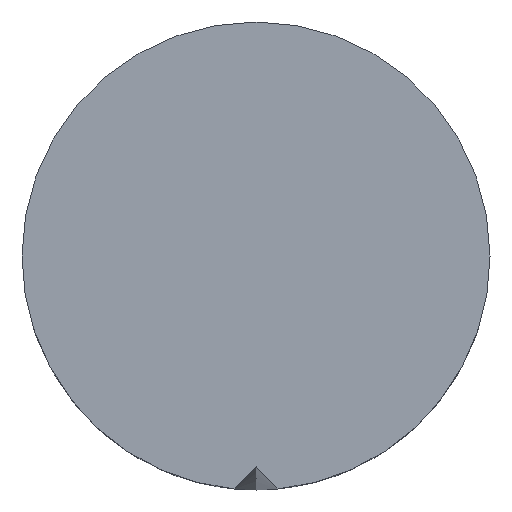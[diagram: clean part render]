
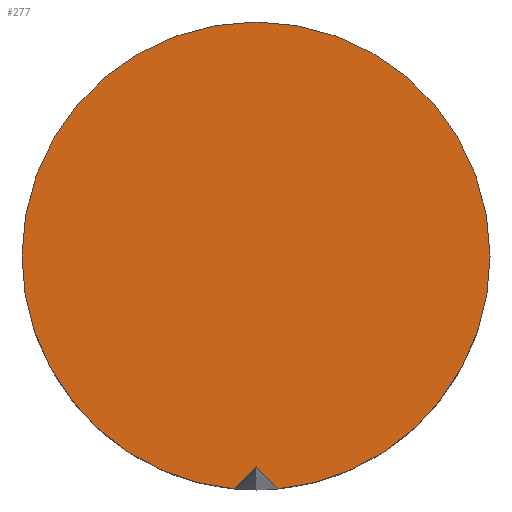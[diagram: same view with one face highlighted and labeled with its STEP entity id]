
A CAD part, left-side view. The second image highlights one B-rep face of the part: STEP entity #277.
In plain terms, the highlighted planar face has unit normal (-1, 0, 0).
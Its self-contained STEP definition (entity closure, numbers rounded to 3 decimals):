
#11 = CIRCLE ( 'NONE', #42, 15. ) ;
#21 = CARTESIAN_POINT ( 'NONE',  ( 0., -0.468, -13.986 ) ) ;
#26 = CIRCLE ( 'NONE', #220, 15. ) ;
#27 = CARTESIAN_POINT ( 'NONE',  ( 0., -1.231, -14.78 ) ) ;
#34 = DIRECTION ( 'NONE',  ( -1., 0., 0. ) ) ;
#42 = AXIS2_PLACEMENT_3D ( 'NONE', #131, #34, #264 ) ;
#44 = VERTEX_POINT ( 'NONE', #128 ) ;
#52 = ORIENTED_EDGE ( 'NONE', *, *, #225, .T. ) ;
#69 = DIRECTION ( 'NONE',  ( 0., -0.092, -0.996 ) ) ;
#71 = CARTESIAN_POINT ( 'NONE',  ( 0., 1.382, -14.936 ) ) ;
#75 = CARTESIAN_POINT ( 'NONE',  ( 0., 0., -13.5 ) ) ;
#84 = VERTEX_POINT ( 'NONE', #275 ) ;
#110 = B_SPLINE_CURVE_WITH_KNOTS ( 'NONE', 3,
 ( #75, #141, #21, #315, #27, #201 ),
 .UNSPECIFIED., .F., .F.,
 ( 4, 1, 1, 4 ),
 ( 0., 0.333, 0.667, 1. ),
 .UNSPECIFIED. ) ;
#113 = EDGE_CURVE ( 'NONE', #122, #44, #142, .T. ) ;
#114 = CARTESIAN_POINT ( 'NONE',  ( 0., 0., 0. ) ) ;
#116 = ORIENTED_EDGE ( 'NONE', *, *, #130, .T. ) ;
#122 = VERTEX_POINT ( 'NONE', #257 ) ;
#125 = VERTEX_POINT ( 'NONE', #301 ) ;
#128 = CARTESIAN_POINT ( 'NONE',  ( 0., -15., 0. ) ) ;
#130 = EDGE_CURVE ( 'NONE', #122, #190, #11, .T. ) ;
#131 = CARTESIAN_POINT ( 'NONE',  ( 0., 0., 0. ) ) ;
#140 = DIRECTION ( 'NONE',  ( 1., 0., 0. ) ) ;
#141 = CARTESIAN_POINT ( 'NONE',  ( 0., -0.157, -13.663 ) ) ;
#142 = CIRCLE ( 'NONE', #192, 15. ) ;
#147 = DIRECTION ( 'NONE',  ( 0., 1., 0. ) ) ;
#165 = AXIS2_PLACEMENT_3D ( 'NONE', #114, #140, #291 ) ;
#166 = CARTESIAN_POINT ( 'NONE',  ( 0., 0., -13.5 ) ) ;
#177 = DIRECTION ( 'NONE',  ( 1., 0., 0. ) ) ;
#185 = CARTESIAN_POINT ( 'NONE',  ( 0., 0., 0. ) ) ;
#190 = VERTEX_POINT ( 'NONE', #290 ) ;
#192 = AXIS2_PLACEMENT_3D ( 'NONE', #206, #177, #147 ) ;
#193 = ORIENTED_EDGE ( 'NONE', *, *, #314, .F. ) ;
#194 = CARTESIAN_POINT ( 'NONE',  ( 0., 0.468, -13.986 ) ) ;
#195 = B_SPLINE_CURVE_WITH_KNOTS ( 'NONE', 3,
 ( #166, #292, #194, #252, #271, #71 ),
 .UNSPECIFIED., .F., .F.,
 ( 4, 1, 1, 4 ),
 ( 0., 0.333, 0.667, 1. ),
 .UNSPECIFIED. ) ;
#201 = CARTESIAN_POINT ( 'NONE',  ( 0., -1.382, -14.936 ) ) ;
#206 = CARTESIAN_POINT ( 'NONE',  ( 0., 0., 0. ) ) ;
#220 = AXIS2_PLACEMENT_3D ( 'NONE', #185, #284, #69 ) ;
#225 = EDGE_CURVE ( 'NONE', #125, #44, #26, .T. ) ;
#252 = CARTESIAN_POINT ( 'NONE',  ( 0., 0.928, -14.464 ) ) ;
#254 = EDGE_LOOP ( 'NONE', ( #269, #52, #286, #116, #193 ) ) ;
#257 = CARTESIAN_POINT ( 'NONE',  ( 0., 15., 0. ) ) ;
#264 = DIRECTION ( 'NONE',  ( 0., 1., 0. ) ) ;
#269 = ORIENTED_EDGE ( 'NONE', *, *, #297, .T. ) ;
#271 = CARTESIAN_POINT ( 'NONE',  ( 0., 1.231, -14.78 ) ) ;
#272 = FACE_OUTER_BOUND ( 'NONE', #254, .T. ) ;
#275 = CARTESIAN_POINT ( 'NONE',  ( 0., 0., -13.5 ) ) ;
#277 = ADVANCED_FACE ( 'NONE', ( #272 ), #317, .F. ) ;
#284 = DIRECTION ( 'NONE',  ( -1., 0., 0. ) ) ;
#286 = ORIENTED_EDGE ( 'NONE', *, *, #113, .F. ) ;
#290 = CARTESIAN_POINT ( 'NONE',  ( 0., 1.382, -14.936 ) ) ;
#291 = DIRECTION ( 'NONE',  ( 0., 1., 0. ) ) ;
#292 = CARTESIAN_POINT ( 'NONE',  ( 0., 0.157, -13.662 ) ) ;
#297 = EDGE_CURVE ( 'NONE', #84, #125, #110, .T. ) ;
#301 = CARTESIAN_POINT ( 'NONE',  ( 0., -1.382, -14.936 ) ) ;
#314 = EDGE_CURVE ( 'NONE', #84, #190, #195, .T. ) ;
#315 = CARTESIAN_POINT ( 'NONE',  ( 0., -0.928, -14.464 ) ) ;
#317 = PLANE ( 'NONE',  #165 ) ;
